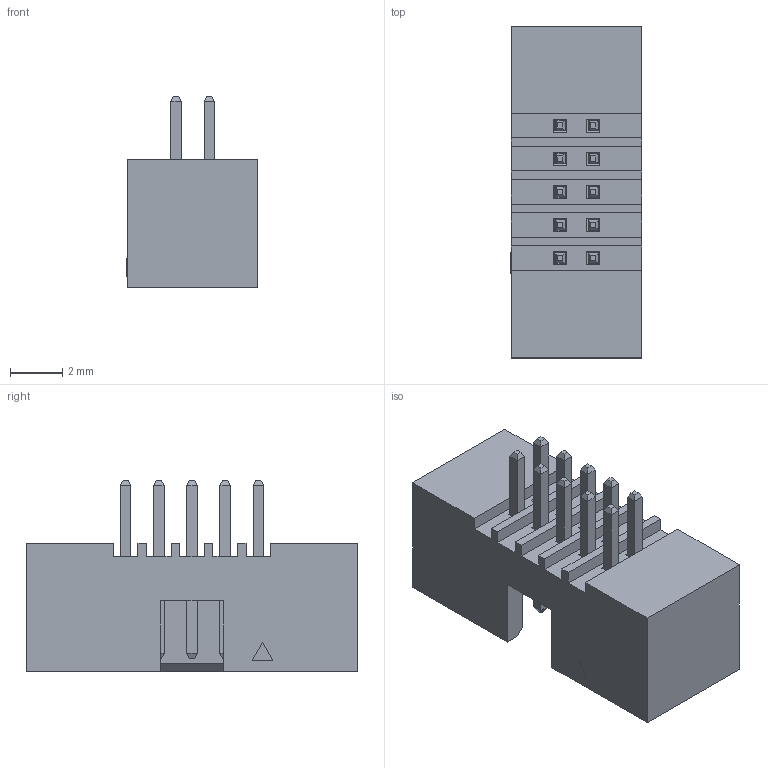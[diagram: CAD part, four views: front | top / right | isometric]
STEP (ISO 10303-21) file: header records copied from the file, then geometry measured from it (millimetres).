
FILE_DESCRIPTION((''),'2;1');
FILE_NAME('2195S-10X_ASM','2020-12-10T11:30:25',('Acer'),(''),'CREO PARAMETRIC BY PTC INC, 2018100','CREO PARAMETRIC BY PTC INC, 2018100','');
FILE_SCHEMA(('CONFIG_CONTROL_DESIGN'));
Length unit declared in the file: millimetre
Products named in the file (3): 801-2195-10; 802A-0_4; 2195S-10X_ASM
Assembly tree (11 placements, depth 2):
  2195S-10X_ASM
    801-2195-10
    802A-0_4  x10
Bounding box: 5.05 x 12.7 x 7.3 mm (x, y, z)
Volume: 184.5 mm3; surface area: 523.3 mm2
Topology: 11 solids, 11 shells, 263 faces, 596 edges, 356 vertices
Faces by surface type: plane 263
Entity records: 4142 total; most frequent: CARTESIAN_POINT 707, ORIENTED_EDGE 688, DIRECTION 646, VECTOR 344, LINE 344, EDGE_CURVE 344, VERTEX_POINT 212, EDGE_LOOP 158
